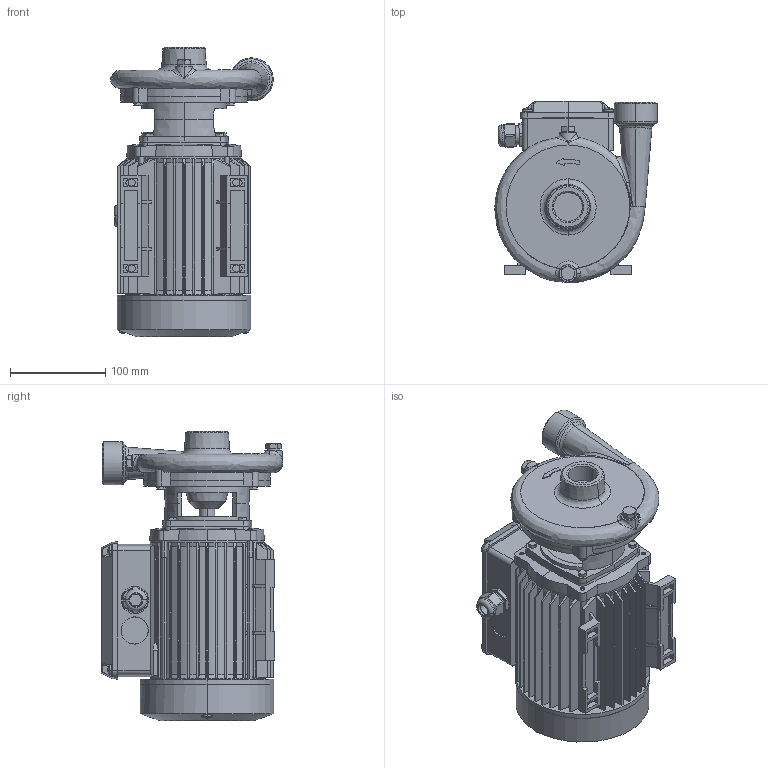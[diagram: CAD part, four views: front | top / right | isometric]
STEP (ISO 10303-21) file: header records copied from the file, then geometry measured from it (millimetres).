
FILE_DESCRIPTION (( 'STEP AP214' ), '1' );
FILE_NAME ('4_93_476_05_REV00.step', '2022-02-09T09:01:46', ( '' ), ( '' ), 'SwSTEP 2.0', 'SolidWorks 2020', '' );
FILE_SCHEMA (( 'AUTOMOTIVE_DESIGN' ));
Length unit declared in the file: millimetre
Products named in the file (1): 4_93_476_05_REV00
Bounding box: 170.3 x 190.45 x 303.35 mm (x, y, z)
Volume: 4011247.6 mm3; surface area: 361416.9 mm2
Topology: 3 solids, 3 shells, 1234 faces, 3289 edges, 2125 vertices
Faces by surface type: plane 707, cone 226, cylinder 224, bspline 61, sphere 12, torus 4
Entity records: 67324 total; most frequent: CARTESIAN_POINT 37599, ORIENTED_EDGE 6550, DIRECTION 5641, EDGE_CURVE 3275, VERTEX_POINT 2125, AXIS2_PLACEMENT_3D 1906, LINE 1829, VECTOR 1829
